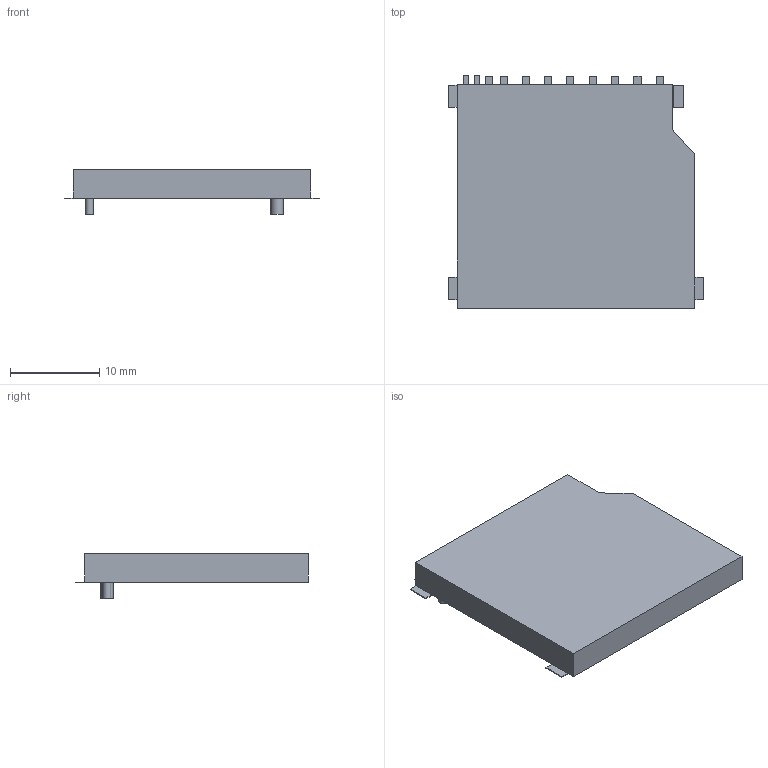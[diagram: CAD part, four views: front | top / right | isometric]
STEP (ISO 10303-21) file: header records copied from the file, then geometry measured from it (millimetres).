
FILE_DESCRIPTION(('FreeCAD Model'),'2;1');
FILE_NAME('1720868.1.2.stp','2020-04-10T15:48:24',( 'Author'),(''),'Open CASCADE STEP processor 6.9','FreeCAD','Unknown' );
FILE_SCHEMA(('AUTOMOTIVE_DESIGN { 1 0 10303 214 1 1 1 1 }'));
Length unit declared in the file: millimetre
Products named in the file (4): ASSEMBLY; Body; Pins; Lugs
Assembly tree (4 placements, depth 2):
  ASSEMBLY
    Body
    Pins
    Lugs  x2
Bounding box: 28.5 x 25.98 x 4.95 mm (x, y, z)
Volume: 2053.5 mm3; surface area: 1705.5 mm2
Topology: 20 solids, 20 shells, 110 faces, 210 edges, 140 vertices
Faces by surface type: plane 106, cylinder 4
Full cylindrical faces by diameter (mm): 0.9 x2, 1.4 x2
Entity records: 5469 total; most frequent: CARTESIAN_POINT 857, DIRECTION 834, LINE 604, VECTOR 604, ORIENTED_EDGE 408, PCURVE 408, DEFINITIONAL_REPRESENTATION 408, EDGE_CURVE 204
